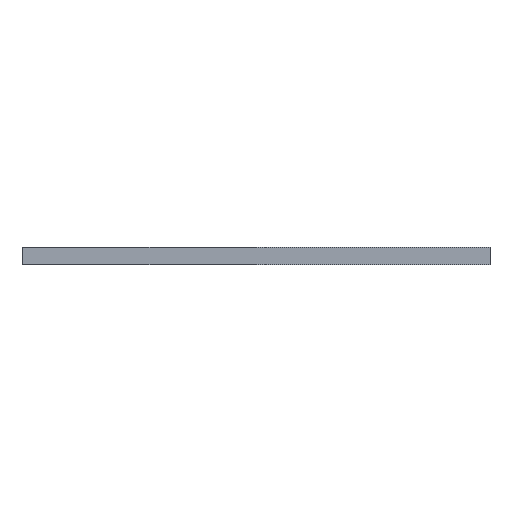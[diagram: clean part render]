
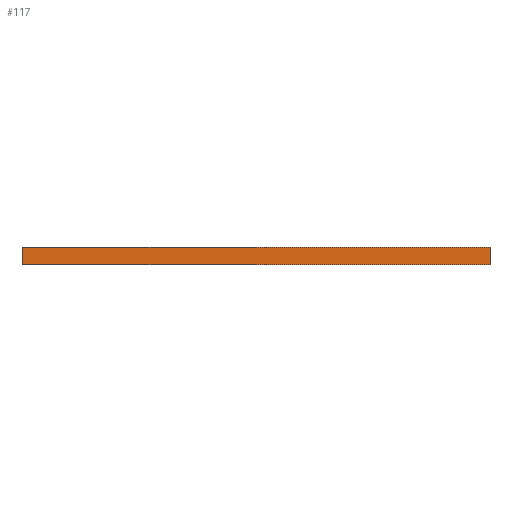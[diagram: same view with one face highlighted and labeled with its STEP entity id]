
A CAD part, left-side view. The second image highlights one B-rep face of the part: STEP entity #117.
In plain terms, the highlighted planar face has unit normal (-1, 0, 0).
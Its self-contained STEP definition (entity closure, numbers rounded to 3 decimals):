
#117 = ADVANCED_FACE ( 'NONE', ( #1781 ), #1115, .T. ) ;
#163 = LINE ( 'NONE', #2586, #876 ) ;
#241 = DIRECTION ( 'NONE',  ( 0., 0., -1. ) ) ;
#275 = CARTESIAN_POINT ( 'NONE',  ( -22.4, -22.875, 0.85 ) ) ;
#347 = LINE ( 'NONE', #2098, #934 ) ;
#738 = EDGE_CURVE ( 'NONE', #1840, #2754, #2589, .T. ) ;
#876 = VECTOR ( 'NONE', #2596, 1000. ) ;
#877 = DIRECTION ( 'NONE',  ( 0., 0., 1. ) ) ;
#934 = VECTOR ( 'NONE', #3471, 1000. ) ;
#985 = CARTESIAN_POINT ( 'NONE',  ( -22.4, 22.875, -0.85 ) ) ;
#1115 = PLANE ( 'NONE',  #1995 ) ;
#1131 = DIRECTION ( 'NONE',  ( -1., 0., 0. ) ) ;
#1198 = ORIENTED_EDGE ( 'NONE', *, *, #1283, .T. ) ;
#1283 = EDGE_CURVE ( 'NONE', #1624, #2754, #347, .T. ) ;
#1412 = CARTESIAN_POINT ( 'NONE',  ( -22.4, -22.875, 0.85 ) ) ;
#1604 = CARTESIAN_POINT ( 'NONE',  ( -22.4, -22.875, -0.85 ) ) ;
#1624 = VERTEX_POINT ( 'NONE', #2410 ) ;
#1781 = FACE_OUTER_BOUND ( 'NONE', #3038, .T. ) ;
#1840 = VERTEX_POINT ( 'NONE', #2718 ) ;
#1854 = VECTOR ( 'NONE', #241, 1000. ) ;
#1972 = ORIENTED_EDGE ( 'NONE', *, *, #3411, .F. ) ;
#1995 = AXIS2_PLACEMENT_3D ( 'NONE', #1412, #1131, #877 ) ;
#2098 = CARTESIAN_POINT ( 'NONE',  ( -22.4, 22.875, 0.85 ) ) ;
#2285 = CARTESIAN_POINT ( 'NONE',  ( -22.4, -22.875, 0.85 ) ) ;
#2410 = CARTESIAN_POINT ( 'NONE',  ( -22.4, 22.875, 0.85 ) ) ;
#2586 = CARTESIAN_POINT ( 'NONE',  ( -22.4, -22.875, 0.85 ) ) ;
#2589 = LINE ( 'NONE', #1604, #3067 ) ;
#2596 = DIRECTION ( 'NONE',  ( 0., 1., 0. ) ) ;
#2677 = EDGE_CURVE ( 'NONE', #3042, #1624, #163, .T. ) ;
#2718 = CARTESIAN_POINT ( 'NONE',  ( -22.4, -22.875, -0.85 ) ) ;
#2751 = DIRECTION ( 'NONE',  ( 0., 1., 0. ) ) ;
#2754 = VERTEX_POINT ( 'NONE', #985 ) ;
#3038 = EDGE_LOOP ( 'NONE', ( #3346, #1972, #3171, #1198 ) ) ;
#3042 = VERTEX_POINT ( 'NONE', #2285 ) ;
#3067 = VECTOR ( 'NONE', #2751, 1000. ) ;
#3171 = ORIENTED_EDGE ( 'NONE', *, *, #2677, .T. ) ;
#3346 = ORIENTED_EDGE ( 'NONE', *, *, #738, .F. ) ;
#3411 = EDGE_CURVE ( 'NONE', #3042, #1840, #3444, .T. ) ;
#3444 = LINE ( 'NONE', #275, #1854 ) ;
#3471 = DIRECTION ( 'NONE',  ( 0., 0., -1. ) ) ;
